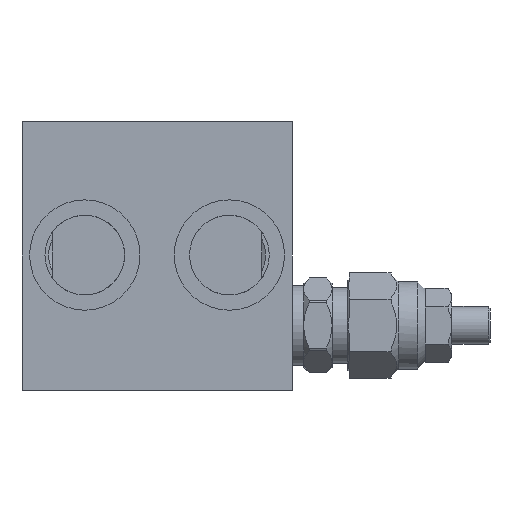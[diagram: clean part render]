
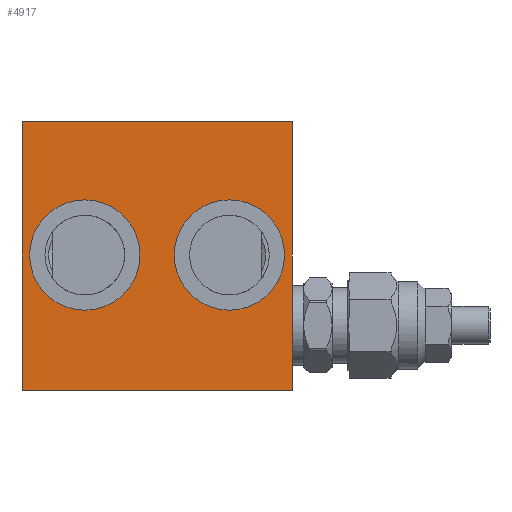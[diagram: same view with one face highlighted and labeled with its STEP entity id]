
A CAD part, left-side view. The second image highlights one B-rep face of the part: STEP entity #4917.
In plain terms, the highlighted planar face has unit normal (-1, 0, 0).
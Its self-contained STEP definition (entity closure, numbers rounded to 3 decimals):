
#61=PLANE('',#5509);
#495=LINE('',#9129,#719);
#499=LINE('',#9138,#723);
#501=LINE('',#9142,#725);
#503=LINE('',#9145,#727);
#719=VECTOR('',#6619,1000.);
#723=VECTOR('',#6625,1000.);
#725=VECTOR('',#6629,1000.);
#727=VECTOR('',#6633,1000.);
#1456=ORIENTED_EDGE('',*,*,#2254,.T.);
#1457=ORIENTED_EDGE('',*,*,#2208,.T.);
#1458=ORIENTED_EDGE('',*,*,#2534,.T.);
#1459=ORIENTED_EDGE('',*,*,#2530,.F.);
#1460=ORIENTED_EDGE('',*,*,#2532,.F.);
#1461=ORIENTED_EDGE('',*,*,#2526,.F.);
#2208=EDGE_CURVE('',#2846,#2846,#3302,.T.);
#2254=EDGE_CURVE('',#2887,#2887,#3319,.T.);
#2526=EDGE_CURVE('',#3118,#3119,#495,.T.);
#2530=EDGE_CURVE('',#3122,#3123,#499,.T.);
#2532=EDGE_CURVE('',#3119,#3122,#501,.T.);
#2534=EDGE_CURVE('',#3118,#3123,#503,.T.);
#2846=VERTEX_POINT('',#7654);
#2887=VERTEX_POINT('',#8071);
#3118=VERTEX_POINT('',#9128);
#3119=VERTEX_POINT('',#9130);
#3122=VERTEX_POINT('',#9137);
#3123=VERTEX_POINT('',#9139);
#3302=CIRCLE('',#5168,14.5);
#3319=CIRCLE('',#5198,14.5);
#3890=EDGE_LOOP('',(#1456));
#3891=EDGE_LOOP('',(#1457));
#3892=EDGE_LOOP('',(#1458,#1459,#1460,#1461));
#4435=FACE_BOUND('',#3890,.T.);
#4436=FACE_BOUND('',#3891,.T.);
#4437=FACE_BOUND('',#3892,.T.);
#4917=ADVANCED_FACE('',(#4435,#4436,#4437),#61,.F.);
#5168=AXIS2_PLACEMENT_3D('',#7653,#5867,#5868);
#5198=AXIS2_PLACEMENT_3D('',#8070,#5931,#5932);
#5509=AXIS2_PLACEMENT_3D('',#9144,#6631,#6632);
#5867=DIRECTION('',(1.,0.,0.));
#5868=DIRECTION('',(0.,1.,0.));
#5931=DIRECTION('',(1.,0.,0.));
#5932=DIRECTION('',(0.,1.,0.));
#6619=DIRECTION('',(0.,-1.,0.));
#6625=DIRECTION('',(0.,1.,0.));
#6629=DIRECTION('',(0.,0.,-1.));
#6631=DIRECTION('',(1.,0.,0.));
#6632=DIRECTION('',(0.,0.,-1.));
#6633=DIRECTION('',(0.,0.,-1.));
#7653=CARTESIAN_POINT('',(755.5,54.5,80.5));
#7654=CARTESIAN_POINT('',(755.5,69.,80.5));
#8070=CARTESIAN_POINT('',(755.5,16.5,80.5));
#8071=CARTESIAN_POINT('',(755.5,31.,80.5));
#9128=CARTESIAN_POINT('',(755.5,71.,115.5));
#9129=CARTESIAN_POINT('',(755.5,35.5,115.5));
#9130=CARTESIAN_POINT('',(755.5,0.,115.5));
#9137=CARTESIAN_POINT('',(755.5,0.,45.));
#9138=CARTESIAN_POINT('',(755.5,35.5,45.));
#9139=CARTESIAN_POINT('',(755.5,71.,45.));
#9142=CARTESIAN_POINT('',(755.5,0.,80.25));
#9144=CARTESIAN_POINT('',(755.5,35.5,80.25));
#9145=CARTESIAN_POINT('',(755.5,71.,80.25));
